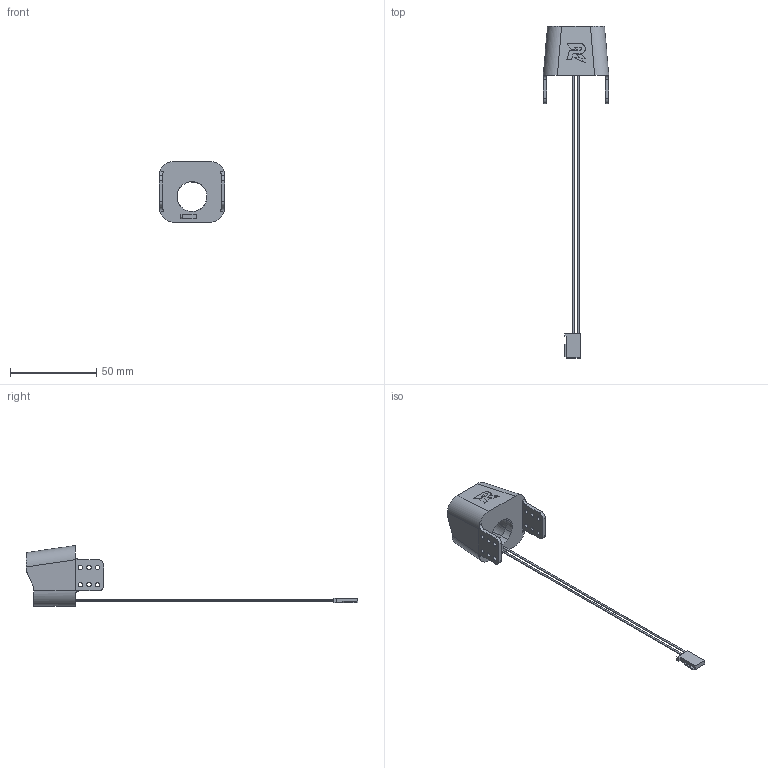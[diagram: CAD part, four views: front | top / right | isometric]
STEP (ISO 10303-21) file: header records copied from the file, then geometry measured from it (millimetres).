
FILE_DESCRIPTION((''),'2;1');
FILE_NAME('FEIBIAOTOU-5-WAIFA','2020-06-18T',('jacktar.dong'),(''),'CREO PARAMETRIC BY PTC INC, 2015080','CREO PARAMETRIC BY PTC INC, 2015080','');
FILE_SCHEMA(('CONFIG_CONTROL_DESIGN'));
Length unit declared in the file: millimetre
Products named in the file (1): FEIBIAOTOU-5-WAIFA
Bounding box: 37.99 x 192.5 x 35.32 mm (x, y, z)
Volume: 21358.8 mm3; surface area: 9200.3 mm2
Topology: 1 solids, 1 shells, 159 faces, 437 edges, 283 vertices
Faces by surface type: plane 85, cylinder 46, extrusion 16, bspline 8, cone 4
Entity records: 6092 total; most frequent: CARTESIAN_POINT 1710, ORIENTED_EDGE 874, DIRECTION 742, EDGE_CURVE 437, VECTOR 316, COLOUR_RGB 312, LINE 300, VERTEX_POINT 283
